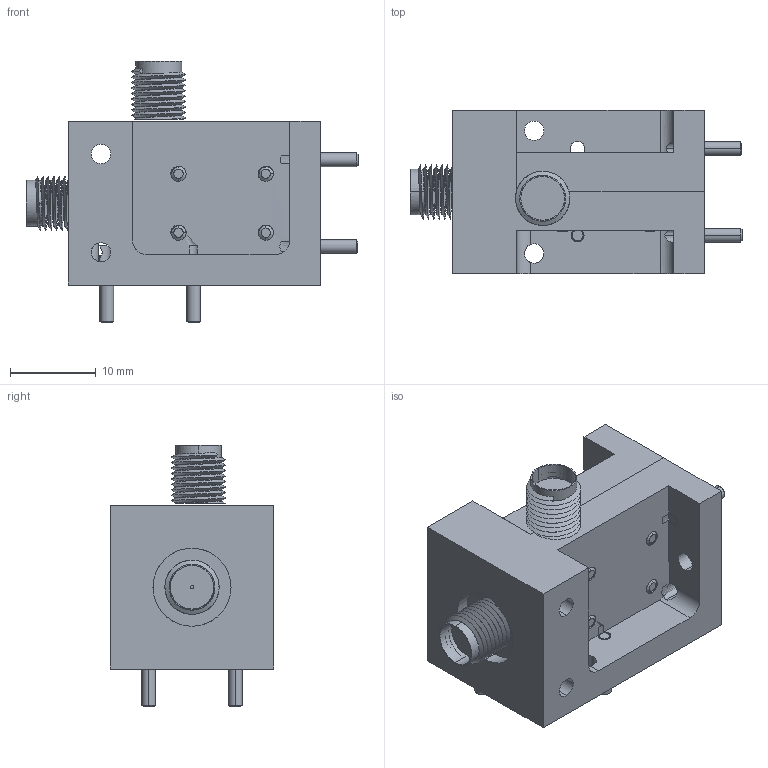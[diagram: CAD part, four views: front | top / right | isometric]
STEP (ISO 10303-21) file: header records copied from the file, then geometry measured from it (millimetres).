
FILE_DESCRIPTION (( 'STEP AP203' ), '1' );
FILE_NAME ('FB-EW-2.STEP', '2016-10-19T20:58:16', ( '' ), ( '' ), 'SwSTEP 2.0', 'SolidWorks 2013', '' );
FILE_SCHEMA (( 'CONFIG_CONTROL_DESIGN' ));
Length unit declared in the file: inch
Products named in the file (1): FB-EW-2
Bounding box: 38.65 x 19.05 x 30.42 mm (x, y, z)
Surface area: 4748.3 mm2 (no closed solid volume)
Topology: 0 solids, 101 shells, 369 faces, 1140 edges, 874 vertices
Faces by surface type: cylinder 209, plane 85, cone 69, bspline 6
Entity records: 21269 total; most frequent: CARTESIAN_POINT 11828, DIRECTION 1764, ORIENTED_EDGE 1692, EDGE_CURVE 1140, VERTEX_POINT 874, AXIS2_PLACEMENT_3D 620, LINE 524, VECTOR 524
